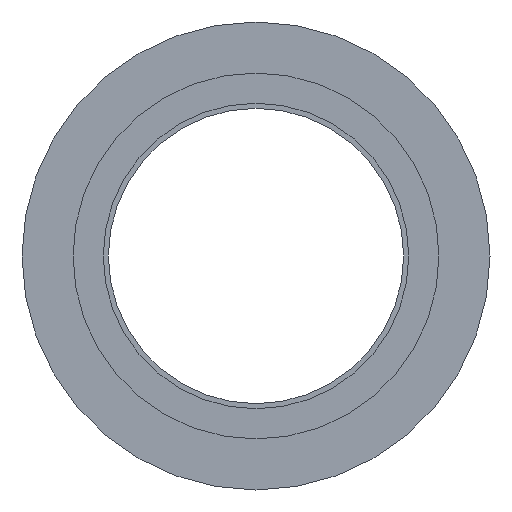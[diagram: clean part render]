
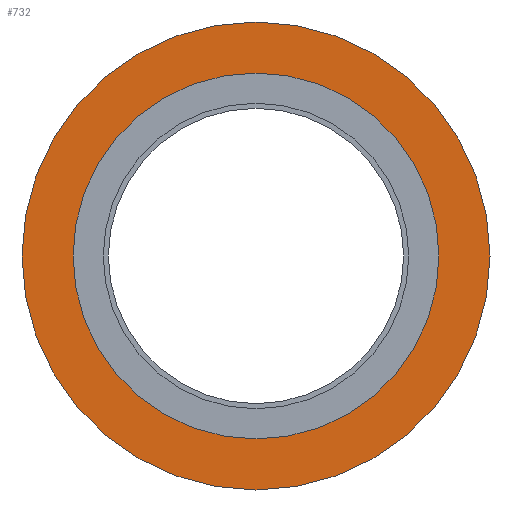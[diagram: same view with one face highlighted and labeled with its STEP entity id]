
A CAD part, left-side view. The second image highlights one B-rep face of the part: STEP entity #732.
In plain terms, the highlighted planar face has unit normal (-1, 0, 0).
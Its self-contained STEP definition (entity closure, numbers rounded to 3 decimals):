
#32 = CARTESIAN_POINT ( 'NONE',  ( -10.38, -1.385, 30.3 ) ) ;
#62 = DIRECTION ( 'NONE',  ( 0., 0., 1. ) ) ;
#63 = VERTEX_POINT ( 'NONE', #32 ) ;
#91 = AXIS2_PLACEMENT_3D ( 'NONE', #486, #281, #738 ) ;
#94 = AXIS2_PLACEMENT_3D ( 'NONE', #449, #153, #144 ) ;
#124 = CARTESIAN_POINT ( 'NONE',  ( -10.38, -1.385, 0. ) ) ;
#144 = DIRECTION ( 'NONE',  ( 0., 0., 1. ) ) ;
#153 = DIRECTION ( 'NONE',  ( -1., 0., 0. ) ) ;
#231 = VERTEX_POINT ( 'NONE', #243 ) ;
#241 = CIRCLE ( 'NONE', #94, 38.75 ) ;
#243 = CARTESIAN_POINT ( 'NONE',  ( -10.38, -1.385, 38.75 ) ) ;
#258 = DIRECTION ( 'NONE',  ( -1., 0., 0. ) ) ;
#281 = DIRECTION ( 'NONE',  ( 1., 0., 0. ) ) ;
#295 = EDGE_LOOP ( 'NONE', ( #329, #448 ) ) ;
#299 = CARTESIAN_POINT ( 'NONE',  ( -10.38, -1.385, 0. ) ) ;
#304 = EDGE_CURVE ( 'NONE', #627, #63, #330, .T. ) ;
#329 = ORIENTED_EDGE ( 'NONE', *, *, #494, .T. ) ;
#330 = CIRCLE ( 'NONE', #537, 30.3 ) ;
#353 = CARTESIAN_POINT ( 'NONE',  ( -10.38, -1.385, -30.3 ) ) ;
#366 = DIRECTION ( 'NONE',  ( 0., 0., 1. ) ) ;
#375 = EDGE_CURVE ( 'NONE', #559, #231, #711, .T. ) ;
#380 = AXIS2_PLACEMENT_3D ( 'NONE', #299, #468, #421 ) ;
#409 = CARTESIAN_POINT ( 'NONE',  ( -10.38, -1.385, -38.75 ) ) ;
#421 = DIRECTION ( 'NONE',  ( 0., 0., 1. ) ) ;
#442 = CIRCLE ( 'NONE', #380, 30.3 ) ;
#448 = ORIENTED_EDGE ( 'NONE', *, *, #375, .T. ) ;
#449 = CARTESIAN_POINT ( 'NONE',  ( -10.38, -1.385, 0. ) ) ;
#456 = AXIS2_PLACEMENT_3D ( 'NONE', #124, #258, #62 ) ;
#468 = DIRECTION ( 'NONE',  ( -1., 0., 0. ) ) ;
#486 = CARTESIAN_POINT ( 'NONE',  ( -10.38, 37.365, 0. ) ) ;
#494 = EDGE_CURVE ( 'NONE', #231, #559, #241, .T. ) ;
#499 = DIRECTION ( 'NONE',  ( -1., 0., 0. ) ) ;
#537 = AXIS2_PLACEMENT_3D ( 'NONE', #609, #499, #366 ) ;
#538 = PLANE ( 'NONE',  #91 ) ;
#559 = VERTEX_POINT ( 'NONE', #409 ) ;
#563 = EDGE_LOOP ( 'NONE', ( #733, #676 ) ) ;
#609 = CARTESIAN_POINT ( 'NONE',  ( -10.38, -1.385, 0. ) ) ;
#627 = VERTEX_POINT ( 'NONE', #353 ) ;
#647 = EDGE_CURVE ( 'NONE', #63, #627, #442, .T. ) ;
#661 = FACE_OUTER_BOUND ( 'NONE', #295, .T. ) ;
#673 = FACE_BOUND ( 'NONE', #563, .T. ) ;
#676 = ORIENTED_EDGE ( 'NONE', *, *, #304, .F. ) ;
#711 = CIRCLE ( 'NONE', #456, 38.75 ) ;
#732 = ADVANCED_FACE ( 'NONE', ( #673, #661 ), #538, .F. ) ;
#733 = ORIENTED_EDGE ( 'NONE', *, *, #647, .F. ) ;
#738 = DIRECTION ( 'NONE',  ( 0., 0., -1. ) ) ;
